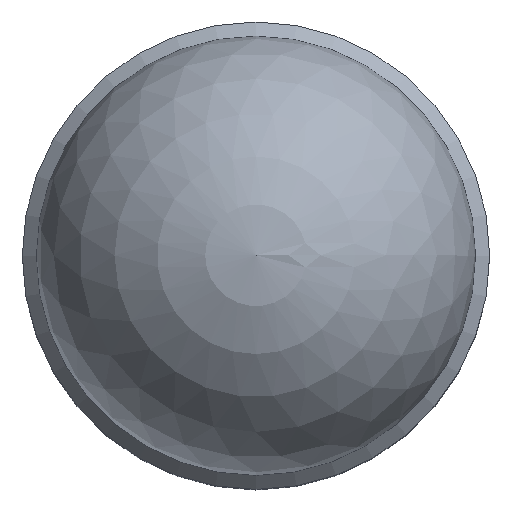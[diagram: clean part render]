
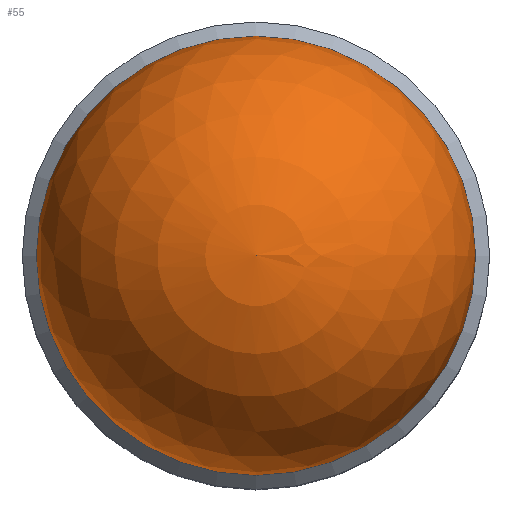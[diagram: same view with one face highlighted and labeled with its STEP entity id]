
A CAD part, top view. The second image highlights one B-rep face of the part: STEP entity #55.
In plain terms, the highlighted spherical face has radius 16 mm.
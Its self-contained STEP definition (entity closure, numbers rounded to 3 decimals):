
#55 = ADVANCED_FACE( '', ( #111 ), #112, .T. );
#111 = FACE_OUTER_BOUND( '', #162, .T. );
#112 = SPHERICAL_SURFACE( '', #163, 16. );
#162 = EDGE_LOOP( '', ( #247 ) );
#163 = AXIS2_PLACEMENT_3D( '', #248, #249, #250 );
#247 = ORIENTED_EDGE( '', *, *, #305, .T. );
#248 = CARTESIAN_POINT( '', ( 0., 0., 27. ) );
#249 = DIRECTION( '', ( 0., 0., 1. ) );
#250 = DIRECTION( '', ( 1., 0., 0. ) );
#305 = EDGE_CURVE( '', #357, #357, #358, .T. );
#357 = VERTEX_POINT( '', #428 );
#358 = CIRCLE( '', #429, 15.971 );
#428 = CARTESIAN_POINT( '', ( 15.971, 0., 26.029 ) );
#429 = AXIS2_PLACEMENT_3D( '', #463, #464, #465 );
#463 = CARTESIAN_POINT( '', ( 0., 0., 26.029 ) );
#464 = DIRECTION( '', ( 0., 0., 1. ) );
#465 = DIRECTION( '', ( 1., 0., 0. ) );
